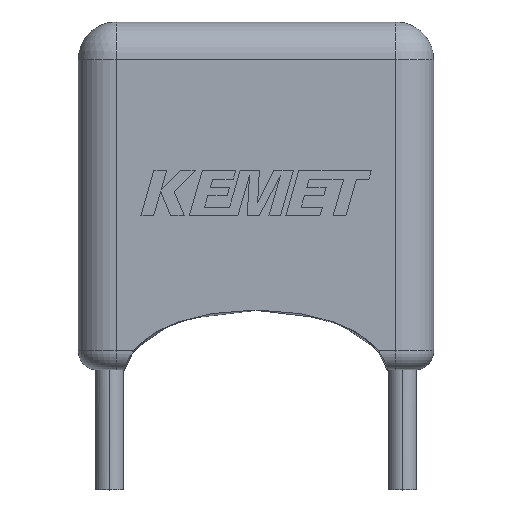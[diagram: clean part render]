
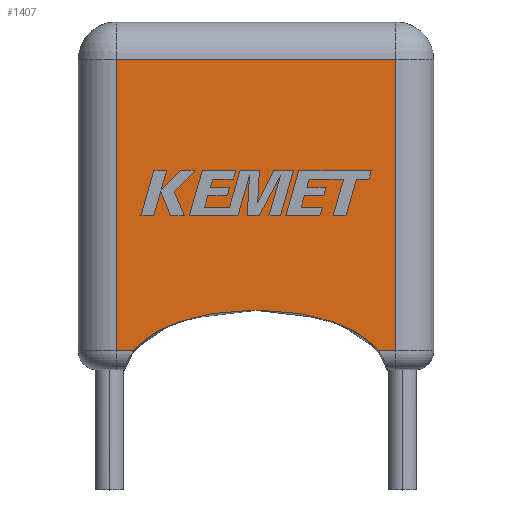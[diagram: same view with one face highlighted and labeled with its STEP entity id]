
A CAD part, top view. The second image highlights one B-rep face of the part: STEP entity #1407.
In plain terms, the highlighted planar face has unit normal (0, 0, 1).
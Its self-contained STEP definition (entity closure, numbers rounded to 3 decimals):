
#19 = CARTESIAN_POINT ( 'NONE',  ( 1.466, 0.5, 6.35 ) ) ;
#32 = PLANE ( 'NONE',  #2275 ) ;
#69 = FACE_OUTER_BOUND ( 'NONE', #3643, .T. ) ;
#117 = DIRECTION ( 'NONE',  ( 0., 0., -1. ) ) ;
#162 = CARTESIAN_POINT ( 'NONE',  ( 1., 8.2, 6.35 ) ) ;
#296 = CARTESIAN_POINT ( 'NONE',  ( 1., 0.5, 6.35 ) ) ;
#369 = VERTEX_POINT ( 'NONE', #19 ) ;
#430 = DIRECTION ( 'NONE',  ( -1., 0., 0. ) ) ;
#498 = CARTESIAN_POINT ( 'NONE',  ( 7.934, 0.5, 6.35 ) ) ;
#561 = CARTESIAN_POINT ( 'NONE',  ( 4.7, 1.58, 6.35 ) ) ;
#635 = VERTEX_POINT ( 'NONE', #782 ) ;
#782 = CARTESIAN_POINT ( 'NONE',  ( 8.4, 8.2, 6.35 ) ) ;
#823 = CARTESIAN_POINT ( 'NONE',  ( 6.02, 1.58, 6.35 ) ) ;
#936 = VERTEX_POINT ( 'NONE', #2353 ) ;
#972 = LINE ( 'NONE', #2364, #2358 ) ;
#1085 = ORIENTED_EDGE ( 'NONE', *, *, #1662, .F. ) ;
#1198 = EDGE_CURVE ( 'NONE', #3328, #635, #1333, .T. ) ;
#1317 = CARTESIAN_POINT ( 'NONE',  ( 4.7, 1.58, 6.35 ) ) ;
#1333 = LINE ( 'NONE', #2059, #3921 ) ;
#1352 = ORIENTED_EDGE ( 'NONE', *, *, #4282, .T. ) ;
#1364 = DIRECTION ( 'NONE',  ( 1., 0., 0. ) ) ;
#1407 = ADVANCED_FACE ( 'NONE', ( #69 ), #32, .F. ) ;
#1451 = CARTESIAN_POINT ( 'NONE',  ( 0., 0., 6.35 ) ) ;
#1662 = EDGE_CURVE ( 'NONE', #4349, #369, #2304, .T. ) ;
#1733 = ORIENTED_EDGE ( 'NONE', *, *, #1198, .T. ) ;
#1750 = EDGE_CURVE ( 'NONE', #936, #3328, #972, .T. ) ;
#1824 = ORIENTED_EDGE ( 'NONE', *, *, #2955, .T. ) ;
#1999 = EDGE_CURVE ( 'NONE', #3155, #369, #2929, .T. ) ;
#2006 = EDGE_CURVE ( 'NONE', #2268, #3155, #2907, .T. ) ;
#2039 = CARTESIAN_POINT ( 'NONE',  ( 0., 8.2, 6.35 ) ) ;
#2059 = CARTESIAN_POINT ( 'NONE',  ( 8.4, 0., 6.35 ) ) ;
#2163 = CARTESIAN_POINT ( 'NONE',  ( 7.366, 1.236, 6.35 ) ) ;
#2268 = VERTEX_POINT ( 'NONE', #162 ) ;
#2275 = AXIS2_PLACEMENT_3D ( 'NONE', #1451, #117, #430 ) ;
#2304 = B_SPLINE_CURVE_WITH_KNOTS ( 'NONE', 3,
 ( #561, #4348, #3267, #4366 ),
 .UNSPECIFIED., .F., .F.,
 ( 4, 4 ),
 ( 0., 0.83 ),
 .UNSPECIFIED. ) ;
#2353 = CARTESIAN_POINT ( 'NONE',  ( 7.934, 0.5, 6.35 ) ) ;
#2358 = VECTOR ( 'NONE', #1364, 1000. ) ;
#2364 = CARTESIAN_POINT ( 'NONE',  ( 0., 0.5, 6.35 ) ) ;
#2775 = LINE ( 'NONE', #2039, #4090 ) ;
#2801 = DIRECTION ( 'NONE',  ( 0., 1., 0. ) ) ;
#2892 = CARTESIAN_POINT ( 'NONE',  ( 0., 0.5, 6.35 ) ) ;
#2907 = LINE ( 'NONE', #2975, #2942 ) ;
#2929 = LINE ( 'NONE', #2892, #4318 ) ;
#2942 = VECTOR ( 'NONE', #4274, 1000. ) ;
#2955 = EDGE_CURVE ( 'NONE', #4349, #936, #3293, .T. ) ;
#2975 = CARTESIAN_POINT ( 'NONE',  ( 1., 0., 6.35 ) ) ;
#3155 = VERTEX_POINT ( 'NONE', #296 ) ;
#3213 = ORIENTED_EDGE ( 'NONE', *, *, #1999, .T. ) ;
#3267 = CARTESIAN_POINT ( 'NONE',  ( 2.034, 1.236, 6.35 ) ) ;
#3293 = B_SPLINE_CURVE_WITH_KNOTS ( 'NONE', 3,
 ( #4267, #823, #2163, #498 ),
 .UNSPECIFIED., .F., .F.,
 ( 4, 4 ),
 ( 0., 0.83 ),
 .UNSPECIFIED. ) ;
#3328 = VERTEX_POINT ( 'NONE', #4012 ) ;
#3643 = EDGE_LOOP ( 'NONE', ( #1824, #3752, #1733, #1352, #4223, #3213, #1085 ) ) ;
#3752 = ORIENTED_EDGE ( 'NONE', *, *, #1750, .T. ) ;
#3921 = VECTOR ( 'NONE', #2801, 1000. ) ;
#3937 = DIRECTION ( 'NONE',  ( 1., 0., 0. ) ) ;
#4012 = CARTESIAN_POINT ( 'NONE',  ( 8.4, 0.5, 6.35 ) ) ;
#4090 = VECTOR ( 'NONE', #4424, 1000. ) ;
#4223 = ORIENTED_EDGE ( 'NONE', *, *, #2006, .T. ) ;
#4267 = CARTESIAN_POINT ( 'NONE',  ( 4.7, 1.58, 6.35 ) ) ;
#4274 = DIRECTION ( 'NONE',  ( 0., -1., 0. ) ) ;
#4282 = EDGE_CURVE ( 'NONE', #635, #2268, #2775, .T. ) ;
#4318 = VECTOR ( 'NONE', #3937, 1000. ) ;
#4348 = CARTESIAN_POINT ( 'NONE',  ( 3.38, 1.58, 6.35 ) ) ;
#4349 = VERTEX_POINT ( 'NONE', #1317 ) ;
#4366 = CARTESIAN_POINT ( 'NONE',  ( 1.466, 0.5, 6.35 ) ) ;
#4424 = DIRECTION ( 'NONE',  ( -1., 0., 0. ) ) ;
